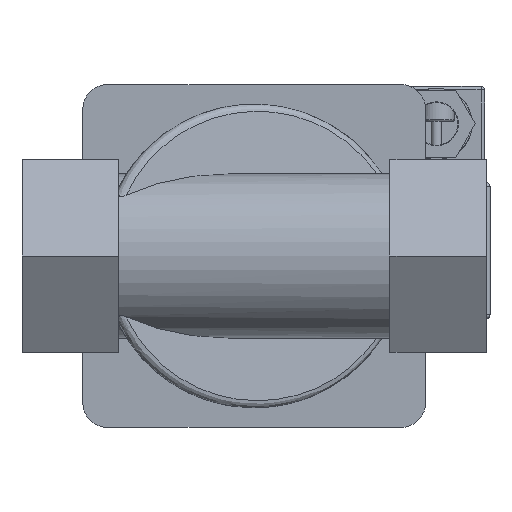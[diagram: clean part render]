
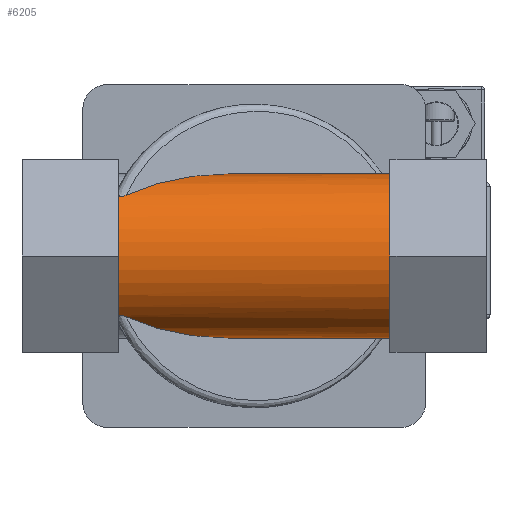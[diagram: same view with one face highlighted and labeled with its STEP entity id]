
A CAD part, front view. The second image highlights one B-rep face of the part: STEP entity #6205.
In plain terms, the highlighted cylindrical face has radius 23 mm (diameter 46 mm), a partial arc.
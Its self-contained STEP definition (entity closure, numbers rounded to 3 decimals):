
#126=ELLIPSE('',#6585,49.157,23.);
#129=ELLIPSE('',#6589,49.157,23.);
#152=B_SPLINE_CURVE_WITH_KNOTS('',3,(#9326,#9327,#9328,#9329,#9330,#9331,
#9332,#9333,#9334,#9335,#9336,#9337),.UNSPECIFIED.,.F.,.F.,(4,2,2,2,2,4),
(0.324,0.362,0.426,0.49,
0.576,0.689),.UNSPECIFIED.);
#153=B_SPLINE_CURVE_WITH_KNOTS('',3,(#9404,#9405,#9406,#9407,#9408,#9409,
#9410,#9411,#9412,#9413,#9414,#9415),.UNSPECIFIED.,.F.,.F.,(4,2,2,2,2,4),
(0.,0.109,0.18,0.234,0.286,
0.295),.UNSPECIFIED.);
#522=FACE_OUTER_BOUND('',#894,.T.);
#894=EDGE_LOOP('',(#4653,#4654,#4655,#4656,#4657,#4658,#4659,#4660));
#1407=LINE('',#9743,#2019);
#1408=LINE('',#9744,#2020);
#2019=VECTOR('',#7611,10.);
#2020=VECTOR('',#7612,10.);
#2492=CIRCLE('',#6613,23.);
#2504=CIRCLE('',#6644,23.);
#2774=VERTEX_POINT('',#9302);
#2777=VERTEX_POINT('',#9324);
#2778=VERTEX_POINT('',#9339);
#2779=VERTEX_POINT('',#9402);
#2780=VERTEX_POINT('',#9403);
#2784=VERTEX_POINT('',#9440);
#2862=VERTEX_POINT('',#9677);
#2863=VERTEX_POINT('',#9679);
#3402=EDGE_CURVE('',#2777,#2774,#152,.F.);
#3404=EDGE_CURVE('',#2778,#2777,#126,.T.);
#3405=EDGE_CURVE('',#2779,#2780,#153,.T.);
#3410=EDGE_CURVE('',#2779,#2784,#129,.T.);
#3446=EDGE_CURVE('',#2780,#2774,#2492,.F.);
#3521=EDGE_CURVE('',#2862,#2863,#2504,.T.);
#3554=EDGE_CURVE('',#2778,#2863,#1407,.T.);
#3555=EDGE_CURVE('',#2862,#2784,#1408,.T.);
#4653=ORIENTED_EDGE('',*,*,#3404,.F.);
#4654=ORIENTED_EDGE('',*,*,#3554,.T.);
#4655=ORIENTED_EDGE('',*,*,#3521,.F.);
#4656=ORIENTED_EDGE('',*,*,#3555,.T.);
#4657=ORIENTED_EDGE('',*,*,#3410,.F.);
#4658=ORIENTED_EDGE('',*,*,#3405,.T.);
#4659=ORIENTED_EDGE('',*,*,#3446,.T.);
#4660=ORIENTED_EDGE('',*,*,#3402,.F.);
#6050=CYLINDRICAL_SURFACE('',#6659,23.);
#6205=ADVANCED_FACE('',(#522),#6050,.T.);
#6585=AXIS2_PLACEMENT_3D('',#9341,#7345,#7346);
#6589=AXIS2_PLACEMENT_3D('',#9441,#7353,#7354);
#6613=AXIS2_PLACEMENT_3D('',#9516,#7427,#7428);
#6644=AXIS2_PLACEMENT_3D('',#9680,#7548,#7549);
#6659=AXIS2_PLACEMENT_3D('',#9742,#7609,#7610);
#7345=DIRECTION('center_axis',(-0.468,0.884,0.));
#7346=DIRECTION('ref_axis',(-0.884,-0.468,0.));
#7353=DIRECTION('center_axis',(-0.468,0.884,0.));
#7354=DIRECTION('ref_axis',(-0.884,-0.468,0.));
#7427=DIRECTION('center_axis',(-1.,0.,0.));
#7428=DIRECTION('ref_axis',(0.,0.,1.));
#7548=DIRECTION('center_axis',(1.,0.,0.));
#7549=DIRECTION('ref_axis',(0.,0.,1.));
#7609=DIRECTION('center_axis',(1.,0.,0.));
#7610=DIRECTION('ref_axis',(0.,0.,1.));
#7611=DIRECTION('',(1.,0.,0.));
#7612=DIRECTION('',(-1.,0.,0.));
#9302=CARTESIAN_POINT('',(-38.,-41.499,-16.993));
#9324=CARTESIAN_POINT('',(-35.809,-41.458,-17.031));
#9326=CARTESIAN_POINT('Ctrl Pts',(-38.,-41.499,-16.993));
#9327=CARTESIAN_POINT('Ctrl Pts',(-37.949,-41.549,-16.948));
#9328=CARTESIAN_POINT('Ctrl Pts',(-37.892,-41.594,-16.906));
#9329=CARTESIAN_POINT('Ctrl Pts',(-37.721,-41.704,-16.805));
#9330=CARTESIAN_POINT('Ctrl Pts',(-37.599,-41.755,-16.757));
#9331=CARTESIAN_POINT('Ctrl Pts',(-37.329,-41.82,-16.695));
#9332=CARTESIAN_POINT('Ctrl Pts',(-37.187,-41.832,-16.684));
#9333=CARTESIAN_POINT('Ctrl Pts',(-36.851,-41.821,-16.694));
#9334=CARTESIAN_POINT('Ctrl Pts',(-36.661,-41.785,-16.728));
#9335=CARTESIAN_POINT('Ctrl Pts',(-36.245,-41.666,-16.84));
#9336=CARTESIAN_POINT('Ctrl Pts',(-36.017,-41.568,-16.931));
#9337=CARTESIAN_POINT('Ctrl Pts',(-35.809,-41.458,-17.031));
#9339=CARTESIAN_POINT('',(-6.611,-26.,-23.));
#9341=CARTESIAN_POINT('Origin',(-6.611,-26.,0.));
#9402=CARTESIAN_POINT('',(-35.809,-41.458,17.031));
#9403=CARTESIAN_POINT('',(-38.,-41.499,16.993));
#9404=CARTESIAN_POINT('Ctrl Pts',(-35.809,-41.458,17.031));
#9405=CARTESIAN_POINT('Ctrl Pts',(-36.104,-41.614,16.89));
#9406=CARTESIAN_POINT('Ctrl Pts',(-36.394,-41.723,16.787));
#9407=CARTESIAN_POINT('Ctrl Pts',(-36.853,-41.819,16.696));
#9408=CARTESIAN_POINT('Ctrl Pts',(-37.043,-41.838,16.678));
#9409=CARTESIAN_POINT('Ctrl Pts',(-37.374,-41.813,16.702));
#9410=CARTESIAN_POINT('Ctrl Pts',(-37.51,-41.783,16.73));
#9411=CARTESIAN_POINT('Ctrl Pts',(-37.759,-41.684,16.823));
#9412=CARTESIAN_POINT('Ctrl Pts',(-37.864,-41.619,16.884));
#9413=CARTESIAN_POINT('Ctrl Pts',(-37.97,-41.527,16.968));
#9414=CARTESIAN_POINT('Ctrl Pts',(-37.985,-41.513,16.981));
#9415=CARTESIAN_POINT('Ctrl Pts',(-38.,-41.499,16.993));
#9440=CARTESIAN_POINT('',(-6.611,-26.,23.));
#9441=CARTESIAN_POINT('Origin',(-6.611,-26.,0.));
#9516=CARTESIAN_POINT('Origin',(-38.,-26.,0.));
#9677=CARTESIAN_POINT('',(38.,-26.,23.));
#9679=CARTESIAN_POINT('',(38.,-26.,-23.));
#9680=CARTESIAN_POINT('Origin',(38.,-26.,0.));
#9742=CARTESIAN_POINT('Origin',(0.,-26.,0.));
#9743=CARTESIAN_POINT('',(0.,-26.,-23.));
#9744=CARTESIAN_POINT('',(0.,-26.,23.));
